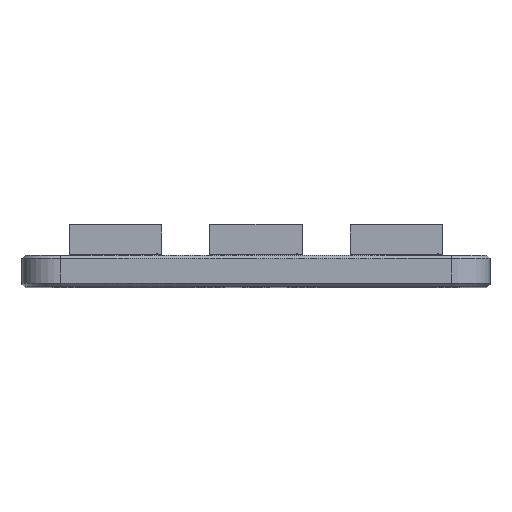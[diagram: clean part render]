
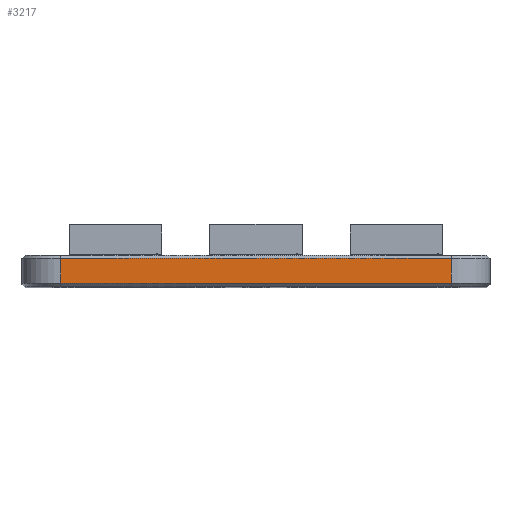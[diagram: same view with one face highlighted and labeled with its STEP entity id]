
A CAD part, top view. The second image highlights one B-rep face of the part: STEP entity #3217.
In plain terms, the highlighted planar face has unit normal (0, 0, 1).
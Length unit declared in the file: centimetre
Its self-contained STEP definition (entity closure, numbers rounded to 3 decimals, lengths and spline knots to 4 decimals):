
#365=PLANE('',#3417);
#526=FACE_OUTER_BOUND('',#766,.T.);
#766=EDGE_LOOP('',(#2942,#2943,#2944,#2945));
#1054=LINE('',#5790,#1309);
#1068=LINE('',#5823,#1323);
#1075=LINE('',#5878,#1330);
#1076=LINE('',#5880,#1331);
#1309=VECTOR('',#3964,1.);
#1323=VECTOR('',#4000,1.);
#1330=VECTOR('',#4063,1.);
#1331=VECTOR('',#4066,1.);
#1677=VERTEX_POINT('',#5780);
#1679=VERTEX_POINT('',#5786);
#1685=VERTEX_POINT('',#5813);
#1687=VERTEX_POINT('',#5819);
#2088=EDGE_CURVE('',#1677,#1679,#1054,.T.);
#2106=EDGE_CURVE('',#1685,#1687,#1068,.T.);
#2133=EDGE_CURVE('',#1679,#1685,#1075,.T.);
#2134=EDGE_CURVE('',#1687,#1677,#1076,.T.);
#2942=ORIENTED_EDGE('',*,*,#2106,.F.);
#2943=ORIENTED_EDGE('',*,*,#2133,.F.);
#2944=ORIENTED_EDGE('',*,*,#2088,.F.);
#2945=ORIENTED_EDGE('',*,*,#2134,.F.);
#3217=ADVANCED_FACE('',(#526),#365,.F.);
#3417=AXIS2_PLACEMENT_3D('',#5879,#4064,#4065);
#3964=DIRECTION('',(-1.,0.,0.));
#4000=DIRECTION('',(1.,0.,0.));
#4063=DIRECTION('',(0.,1.,0.));
#4064=DIRECTION('center_axis',(0.,0.,-1.));
#4065=DIRECTION('ref_axis',(0.,1.,0.));
#4066=DIRECTION('',(0.,-1.,0.));
#5780=CARTESIAN_POINT('',(0.0275,-0.09,0.05));
#5786=CARTESIAN_POINT('',(-1.2225,-0.09,0.05));
#5790=CARTESIAN_POINT('',(-0.5975,-0.09,0.05));
#5813=CARTESIAN_POINT('',(-1.2225,-0.01,0.05));
#5819=CARTESIAN_POINT('',(0.0275,-0.01,0.05));
#5823=CARTESIAN_POINT('',(-0.5975,-0.01,0.05));
#5878=CARTESIAN_POINT('',(-1.2225,-0.05,0.05));
#5879=CARTESIAN_POINT('Origin',(-0.5975,-0.05,0.05));
#5880=CARTESIAN_POINT('',(0.0275,-0.05,0.05));
